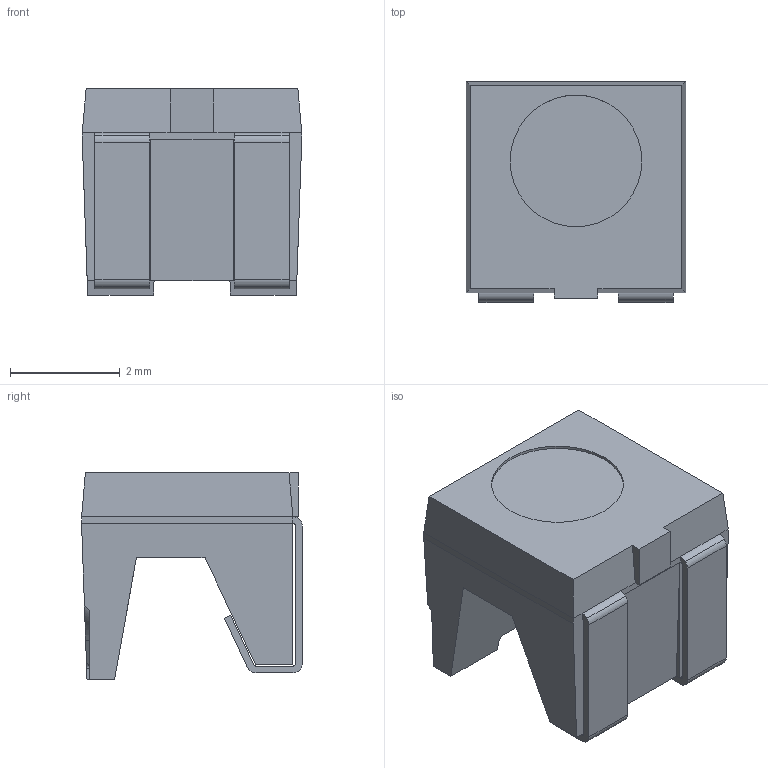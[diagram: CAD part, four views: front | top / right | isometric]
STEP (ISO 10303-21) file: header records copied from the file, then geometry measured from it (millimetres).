
FILE_DESCRIPTION (( 'STEP AP203' ), '1' );
FILE_NAME ('LW_A67C_260109_geometry.STEP', '2009-01-26T16:38:20', ( 'Standard Client V2.0.0' ), ( 'OSRAM Opto Semiconductors' ), 'SwSTEP 2.0', 'SolidWorks 2007', '' );
FILE_SCHEMA (( 'CONFIG_CONTROL_DESIGN' ));
Length unit declared in the file: millimetre
Products named in the file (1): LW_A67C_260109_geometry
Bounding box: 4 x 4.03 x 3.77 mm (x, y, z)
Volume: 38.9 mm3; surface area: 110.1 mm2
Topology: 1 solids, 1 shells, 80 faces, 218 edges, 141 vertices
Faces by surface type: plane 51, cylinder 28, cone 1
Entity records: 2588 total; most frequent: CARTESIAN_POINT 458, ORIENTED_EDGE 436, DIRECTION 427, EDGE_CURVE 218, VECTOR 159, LINE 159, VERTEX_POINT 141, AXIS2_PLACEMENT_3D 134
